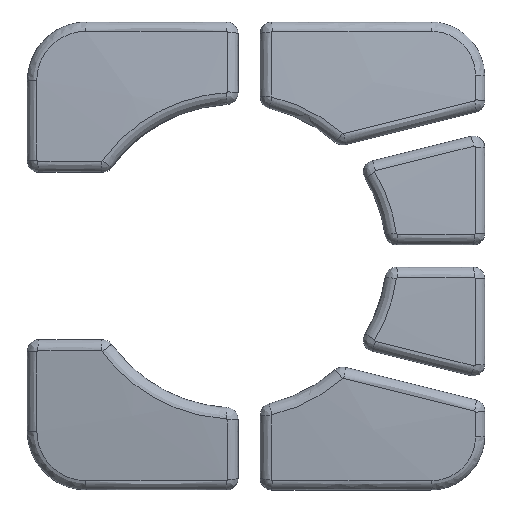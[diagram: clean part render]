
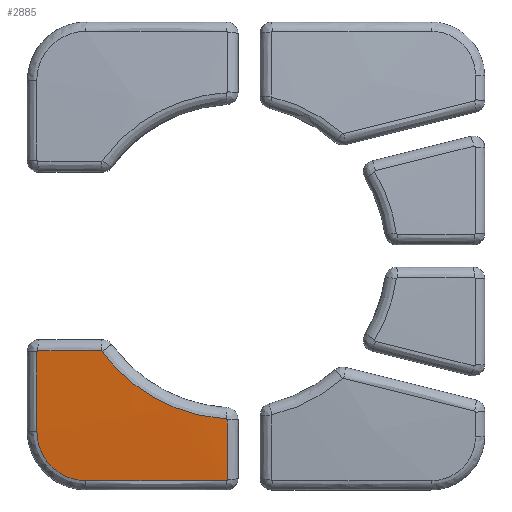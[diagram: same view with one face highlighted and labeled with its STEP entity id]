
A CAD part, top view. The second image highlights one B-rep face of the part: STEP entity #2885.
In plain terms, the highlighted spherical face has radius 375 mm.
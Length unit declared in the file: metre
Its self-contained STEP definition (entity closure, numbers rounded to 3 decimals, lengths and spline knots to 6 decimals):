
#121=SPHERICAL_SURFACE('',#3197,0.375);
#1022=ORIENTED_EDGE('',*,*,#1642,.T.);
#1023=ORIENTED_EDGE('',*,*,#1643,.T.);
#1024=ORIENTED_EDGE('',*,*,#1644,.T.);
#1025=ORIENTED_EDGE('',*,*,#1645,.T.);
#1026=ORIENTED_EDGE('',*,*,#1646,.T.);
#1027=ORIENTED_EDGE('',*,*,#1647,.T.);
#1028=ORIENTED_EDGE('',*,*,#1648,.T.);
#1029=ORIENTED_EDGE('',*,*,#1649,.T.);
#1030=ORIENTED_EDGE('',*,*,#1650,.T.);
#1031=ORIENTED_EDGE('',*,*,#1651,.T.);
#1642=EDGE_CURVE('',#1970,#1971,#2168,.T.);
#1643=EDGE_CURVE('',#1971,#1972,#2169,.T.);
#1644=EDGE_CURVE('',#1972,#1973,#2170,.T.);
#1645=EDGE_CURVE('',#1973,#1974,#2171,.T.);
#1646=EDGE_CURVE('',#1974,#1975,#2172,.T.);
#1647=EDGE_CURVE('',#1975,#1976,#2173,.T.);
#1648=EDGE_CURVE('',#1976,#1977,#2174,.T.);
#1649=EDGE_CURVE('',#1977,#1978,#2175,.T.);
#1650=EDGE_CURVE('',#1978,#1979,#2176,.T.);
#1651=EDGE_CURVE('',#1979,#1970,#2177,.T.);
#1970=VERTEX_POINT('',#5536);
#1971=VERTEX_POINT('',#5537);
#1972=VERTEX_POINT('',#5542);
#1973=VERTEX_POINT('',#5547);
#1974=VERTEX_POINT('',#5552);
#1975=VERTEX_POINT('',#5560);
#1976=VERTEX_POINT('',#5565);
#1977=VERTEX_POINT('',#5570);
#1978=VERTEX_POINT('',#5575);
#1979=VERTEX_POINT('',#5580);
#2168=B_SPLINE_CURVE_WITH_KNOTS('',3,(#5532,#5533,#5534,#5535),
 .UNSPECIFIED.,.F.,.F.,(4,4),(0.,1.),.UNSPECIFIED.);
#2169=B_SPLINE_CURVE_WITH_KNOTS('',3,(#5538,#5539,#5540,#5541),
 .UNSPECIFIED.,.F.,.F.,(4,4),(0.,1.),.UNSPECIFIED.);
#2170=B_SPLINE_CURVE_WITH_KNOTS('',3,(#5543,#5544,#5545,#5546),
 .UNSPECIFIED.,.F.,.F.,(4,4),(0.,1.),.UNSPECIFIED.);
#2171=B_SPLINE_CURVE_WITH_KNOTS('',3,(#5548,#5549,#5550,#5551),
 .UNSPECIFIED.,.F.,.F.,(4,4),(0.,1.),.UNSPECIFIED.);
#2172=B_SPLINE_CURVE_WITH_KNOTS('',3,(#5553,#5554,#5555,#5556,#5557,#5558,
#5559),.UNSPECIFIED.,.F.,.F.,(4,1,1,1,4),(0.,0.25,0.5,0.75,1.),
 .UNSPECIFIED.);
#2173=B_SPLINE_CURVE_WITH_KNOTS('',3,(#5561,#5562,#5563,#5564),
 .UNSPECIFIED.,.F.,.F.,(4,4),(0.,1.),.UNSPECIFIED.);
#2174=B_SPLINE_CURVE_WITH_KNOTS('',3,(#5566,#5567,#5568,#5569),
 .UNSPECIFIED.,.F.,.F.,(4,4),(0.,1.),.UNSPECIFIED.);
#2175=B_SPLINE_CURVE_WITH_KNOTS('',3,(#5571,#5572,#5573,#5574),
 .UNSPECIFIED.,.F.,.F.,(4,4),(0.,1.),.UNSPECIFIED.);
#2176=B_SPLINE_CURVE_WITH_KNOTS('',3,(#5576,#5577,#5578,#5579),
 .UNSPECIFIED.,.F.,.F.,(4,4),(0.,1.),.UNSPECIFIED.);
#2177=B_SPLINE_CURVE_WITH_KNOTS('',3,(#5581,#5582,#5583,#5584,#5585),
 .UNSPECIFIED.,.F.,.F.,(4,1,4),(0.,0.5,1.),.UNSPECIFIED.);
#2371=EDGE_LOOP('',(#1022,#1023,#1024,#1025,#1026,#1027,#1028,#1029,#1030,
#1031));
#2613=FACE_BOUND('',#2371,.T.);
#2885=ADVANCED_FACE('',(#2613),#121,.T.);
#3197=AXIS2_PLACEMENT_3D('',#5531,#3684,#3685);
#3684=DIRECTION('',(-1.,0.,0.));
#3685=DIRECTION('',(0.,0.,1.));
#5531=CARTESIAN_POINT('',(0.0381,-0.00334,-0.3388));
#5532=CARTESIAN_POINT('',(0.013064,-0.021319,0.034931));
#5533=CARTESIAN_POINT('',(0.013023,-0.021263,0.034931));
#5534=CARTESIAN_POINT('',(0.012969,-0.021235,0.034929));
#5535=CARTESIAN_POINT('',(0.0129,-0.021235,0.034924));
#5536=CARTESIAN_POINT('',(0.013064,-0.021319,0.034931));
#5537=CARTESIAN_POINT('',(0.0129,-0.021235,0.034924));
#5538=CARTESIAN_POINT('',(0.0129,-0.021235,0.034924));
#5539=CARTESIAN_POINT('',(0.008896,-0.021239,0.034654));
#5540=CARTESIAN_POINT('',(0.004895,-0.021239,0.03432));
#5541=CARTESIAN_POINT('',(0.000902,-0.021235,0.033921));
#5542=CARTESIAN_POINT('',(0.000902,-0.021235,0.033921));
#5543=CARTESIAN_POINT('',(0.000902,-0.021235,0.033921));
#5544=CARTESIAN_POINT('',(0.000791,-0.021235,0.03391));
#5545=CARTESIAN_POINT('',(0.000701,-0.021325,0.033897));
#5546=CARTESIAN_POINT('',(0.000701,-0.021437,0.033891));
#5547=CARTESIAN_POINT('',(0.000701,-0.021437,0.033891));
#5548=CARTESIAN_POINT('',(0.000701,-0.021437,0.033891));
#5549=CARTESIAN_POINT('',(0.000701,-0.02647,0.033647));
#5550=CARTESIAN_POINT('',(0.000701,-0.031498,0.033301));
#5551=CARTESIAN_POINT('',(0.000701,-0.036517,0.032852));
#5552=CARTESIAN_POINT('',(0.000701,-0.036517,0.032852));
#5553=CARTESIAN_POINT('',(0.000701,-0.036517,0.032852));
#5554=CARTESIAN_POINT('',(0.000701,-0.037745,0.032743));
#5555=CARTESIAN_POINT('',(0.001185,-0.040146,0.032565));
#5556=CARTESIAN_POINT('',(0.003237,-0.043229,0.032445));
#5557=CARTESIAN_POINT('',(0.006328,-0.045285,0.032496));
#5558=CARTESIAN_POINT('',(0.008723,-0.045766,0.032634));
#5559=CARTESIAN_POINT('',(0.00995,-0.045766,0.032727));
#5560=CARTESIAN_POINT('',(0.00995,-0.045766,0.032727));
#5561=CARTESIAN_POINT('',(0.00995,-0.045766,0.032727));
#5562=CARTESIAN_POINT('',(0.01876,-0.045766,0.033395));
#5563=CARTESIAN_POINT('',(0.027615,-0.045766,0.03375));
#5564=CARTESIAN_POINT('',(0.036491,-0.045766,0.033789));
#5565=CARTESIAN_POINT('',(0.036491,-0.045766,0.033789));
#5566=CARTESIAN_POINT('',(0.036491,-0.045766,0.033789));
#5567=CARTESIAN_POINT('',(0.036602,-0.045766,0.033789));
#5568=CARTESIAN_POINT('',(0.036692,-0.045677,0.0338));
#5569=CARTESIAN_POINT('',(0.036692,-0.045565,0.033812));
#5570=CARTESIAN_POINT('',(0.036692,-0.045565,0.033812));
#5571=CARTESIAN_POINT('',(0.036692,-0.045565,0.033812));
#5572=CARTESIAN_POINT('',(0.036692,-0.041824,0.034236));
#5573=CARTESIAN_POINT('',(0.036692,-0.038075,0.034604));
#5574=CARTESIAN_POINT('',(0.036692,-0.034323,0.034915));
#5575=CARTESIAN_POINT('',(0.036692,-0.034323,0.034915));
#5576=CARTESIAN_POINT('',(0.036692,-0.034323,0.034915));
#5577=CARTESIAN_POINT('',(0.036692,-0.034216,0.034924));
#5578=CARTESIAN_POINT('',(0.036609,-0.034127,0.034931));
#5579=CARTESIAN_POINT('',(0.036502,-0.034122,0.034931));
#5580=CARTESIAN_POINT('',(0.036502,-0.034122,0.034931));
#5581=CARTESIAN_POINT('',(0.036502,-0.034122,0.034931));
#5582=CARTESIAN_POINT('',(0.031903,-0.033883,0.034931));
#5583=CARTESIAN_POINT('',(0.022822,-0.031311,0.034931));
#5584=CARTESIAN_POINT('',(0.015749,-0.025058,0.034931));
#5585=CARTESIAN_POINT('',(0.013064,-0.021319,0.034931));
